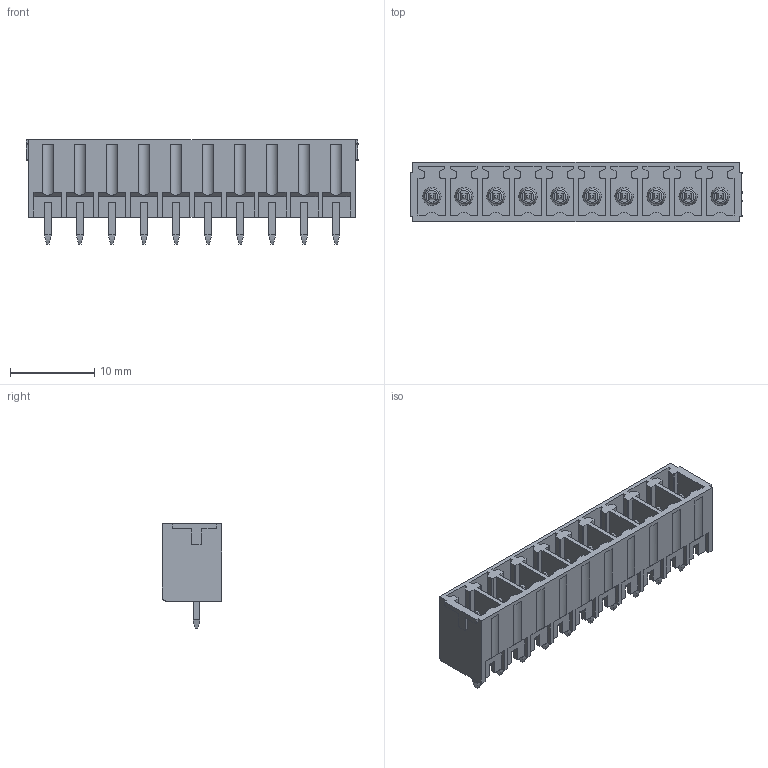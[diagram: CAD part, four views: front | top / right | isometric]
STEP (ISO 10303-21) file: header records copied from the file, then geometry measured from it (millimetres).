
FILE_DESCRIPTION(('CATIA V5 STEP Exchange','CAx-IF Rec.Pracs.--- Model Styling and Organization---1.4--- 2014-01-23'),'2;1');
FILE_NAME ('D1486529_0_1793670000_1793670000.stp','2021-05-19T13:32:09+00:00',('none'),('Weidmueller'),'CATIA Version 5-6 Release 2016 SP3 HF44','CATIA V5 STEP AP214','none');
FILE_SCHEMA(('AUTOMOTIVE_DESIGN { 1 0 10303 214 1 1 1 1 }'));
Length unit declared in the file: millimetre
Products named in the file (1): 1793670000
Bounding box: 39.49 x 7.05 x 12.4 mm (x, y, z)
Volume: 1122.4 mm3; surface area: 3645.7 mm2
Topology: 11 solids, 11 shells, 765 faces, 2188 edges, 1475 vertices
Faces by surface type: plane 556, cylinder 169, cone 20, torus 20
Entity records: 24869 total; most frequent: CARTESIAN_POINT 5061, ORIENTED_EDGE 4376, DIRECTION 3171, EDGE_CURVE 2188, VECTOR 1730, LINE 1730, VERTEX_POINT 1475, AXIS2_PLACEMENT_3D 894
